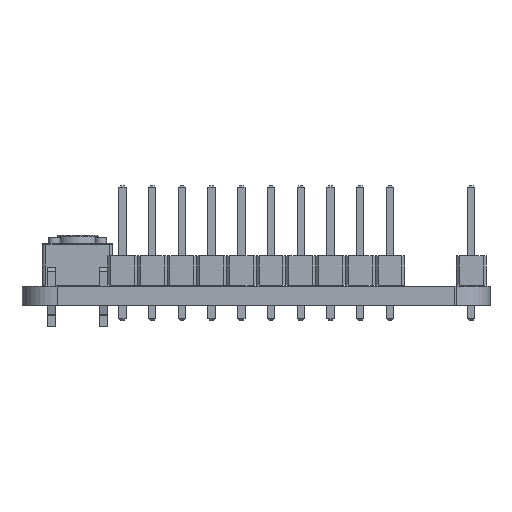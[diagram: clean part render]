
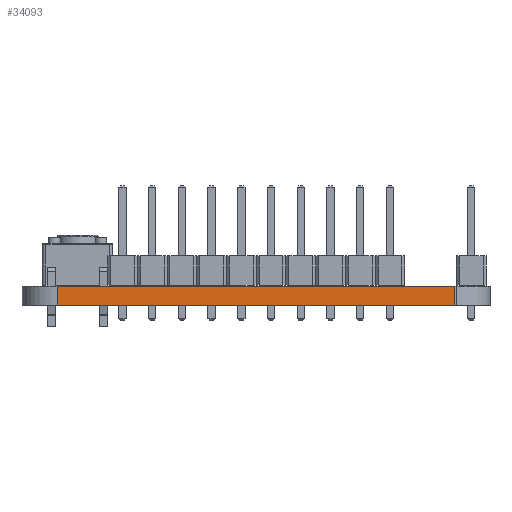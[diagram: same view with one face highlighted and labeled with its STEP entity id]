
A CAD part, front view. The second image highlights one B-rep face of the part: STEP entity #34093.
In plain terms, the highlighted planar face has unit normal (0, -1, 0).
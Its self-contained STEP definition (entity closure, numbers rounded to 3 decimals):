
#32620 = VERTEX_POINT('',#32621);
#32621 = CARTESIAN_POINT('',(3.,0.,0.));
#32628 = EDGE_CURVE('',#32629,#32620,#32631,.T.);
#32629 = VERTEX_POINT('',#32630);
#32630 = CARTESIAN_POINT('',(37.,-0.,0.));
#32631 = LINE('',#32632,#32633);
#32632 = CARTESIAN_POINT('',(37.,-0.,0.));
#32633 = VECTOR('',#32634,1.);
#32634 = DIRECTION('',(-1.,0.,0.));
#33334 = VERTEX_POINT('',#33335);
#33335 = CARTESIAN_POINT('',(3.,0.,1.626));
#33342 = EDGE_CURVE('',#33343,#33334,#33345,.T.);
#33343 = VERTEX_POINT('',#33344);
#33344 = CARTESIAN_POINT('',(37.,0.,1.626));
#33345 = LINE('',#33346,#33347);
#33346 = CARTESIAN_POINT('',(37.,0.,1.626));
#33347 = VECTOR('',#33348,1.);
#33348 = DIRECTION('',(-1.,0.,0.));
#34065 = EDGE_CURVE('',#32629,#33343,#34066,.T.);
#34066 = LINE('',#34067,#34068);
#34067 = CARTESIAN_POINT('',(37.,-0.,0.));
#34068 = VECTOR('',#34069,1.);
#34069 = DIRECTION('',(0.,0.,1.));
#34093 = ADVANCED_FACE('',(#34094),#34105,.T.);
#34094 = FACE_BOUND('',#34095,.T.);
#34095 = EDGE_LOOP('',(#34096,#34097,#34098,#34104));
#34096 = ORIENTED_EDGE('',*,*,#34065,.T.);
#34097 = ORIENTED_EDGE('',*,*,#33342,.T.);
#34098 = ORIENTED_EDGE('',*,*,#34099,.F.);
#34099 = EDGE_CURVE('',#32620,#33334,#34100,.T.);
#34100 = LINE('',#34101,#34102);
#34101 = CARTESIAN_POINT('',(3.,0.,0.));
#34102 = VECTOR('',#34103,1.);
#34103 = DIRECTION('',(0.,0.,1.));
#34104 = ORIENTED_EDGE('',*,*,#32628,.F.);
#34105 = PLANE('',#34106);
#34106 = AXIS2_PLACEMENT_3D('',#34107,#34108,#34109);
#34107 = CARTESIAN_POINT('',(37.,0.,0.));
#34108 = DIRECTION('',(0.,-1.,0.));
#34109 = DIRECTION('',(-1.,0.,0.));
